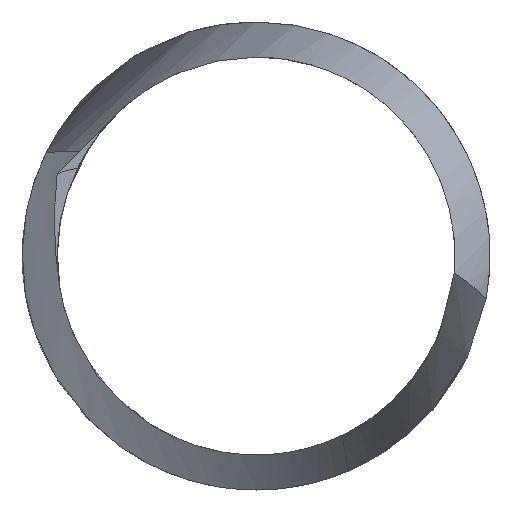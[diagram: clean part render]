
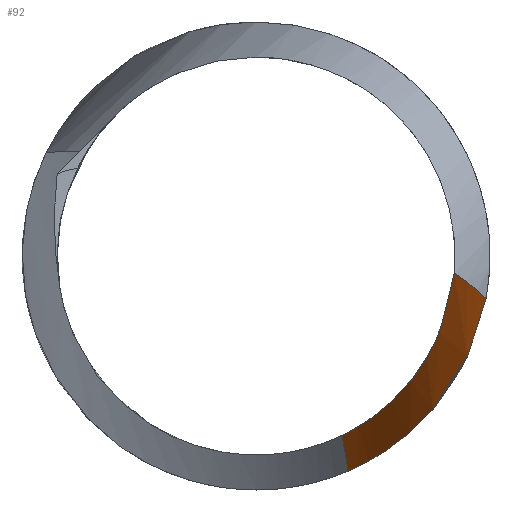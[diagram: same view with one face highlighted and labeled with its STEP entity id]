
A CAD part, front view. The second image highlights one B-rep face of the part: STEP entity #92.
In plain terms, the highlighted cylindrical face has radius 10 mm (diameter 20 mm), a partial arc.
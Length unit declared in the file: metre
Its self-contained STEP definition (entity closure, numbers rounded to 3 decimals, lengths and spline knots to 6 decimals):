
#92=ADVANCED_FACE('',(#238),#239,.F.);
#114=EDGE_CURVE('',#271,#272,#273,.F.);
#116=EDGE_CURVE('0:44',#272,#275,#276,.F.);
#118=EDGE_CURVE('0:1150',#275,#278,#279,.T.);
#238=FACE_OUTER_BOUND('',#431,.T.);
#239=CYLINDRICAL_SURFACE('',#432,0.01);
#271=VERTEX_POINT('',#465);
#272=VERTEX_POINT('',#466);
#273=B_SPLINE_CURVE_WITH_KNOTS('',5,(#467,#468,#469,#470,#471,#472,#473,#474,#475,#476,#477,#478,#479,#480,#481,#482,#483,#484,#485,#486,#487,#488,#489,#490,#491,#492,#493,#494,#495,#496,#497,#498,#499,#500,#501,#502,#503,#504,#505,#506,#507,#508,#509,#510,#511,#512,#513,#514,#515,#516,#517,#518,#519,#520,#521,#522,#523,#524,#525,#526,#527,#528,#529,#530),.UNSPECIFIED.,.F.,.F.,(6,3,3,3,3,3,5,3,3,5,3,3,3,3,3,3,3,3,3,6),(13.696476,21.442538,26.33994,31.237341,35.200209,38.190987,39.163077,40.028471,42.495126,45.100632,47.191331,54.144851,59.042133,63.939414,70.360775,76.782136,78.932163,81.082189,83.232216,85.382242),.UNSPECIFIED.);
#275=VERTEX_POINT('',#533);
#276=B_SPLINE_CURVE_WITH_KNOTS('',3,(#534,#535,#536,#537),.UNSPECIFIED.,.F.,.F.,(4,4),(42.686359,46.333708),.UNSPECIFIED.);
#278=VERTEX_POINT('',#540);
#279=B_SPLINE_CURVE_WITH_KNOTS('',3,(#541,#542,#543,#544,#545,#546,#547,#548,#549,#550,#551,#552,#553,#554,#555,#556,#557,#558,#559,#560,#561,#562,#563,#564,#565,#566,#567,#568,#569,#570,#571,#572,#573,#574,#575),.UNSPECIFIED.,.F.,.F.,(4,2,2,2,1,2,2,2,2,2,2,2,2,2,2,2,2,4),(0.0,5.137662,10.275324,15.412987,17.981818,20.550649,23.166961,25.783273,28.399585,31.015897,36.248521,41.481144,46.713768,51.946392,54.562704,57.179016,59.795328,62.41164),.UNSPECIFIED.);
#431=EDGE_LOOP('',(#1732,#1733,#1734,#1735));
#432=AXIS2_PLACEMENT_3D('',#1736,#1737,#1738);
#465=CARTESIAN_POINT('',(-2.221069,-0.235205,0.056805));
#466=CARTESIAN_POINT('',(-2.215166,-0.249986,0.064185));
#467=CARTESIAN_POINT('',(-2.215166,-0.249986,0.064186));
#468=CARTESIAN_POINT('',(-2.215248,-0.24899,0.063741));
#469=CARTESIAN_POINT('',(-2.215356,-0.247999,0.063295));
#470=CARTESIAN_POINT('',(-2.215493,-0.247011,0.062845));
#471=CARTESIAN_POINT('',(-2.215766,-0.245406,0.062105));
#472=CARTESIAN_POINT('',(-2.216133,-0.243822,0.061359));
#473=CARTESIAN_POINT('',(-2.21629,-0.243214,0.061069));
#474=CARTESIAN_POINT('',(-2.216637,-0.24201,0.060491));
#475=CARTESIAN_POINT('',(-2.217056,-0.240829,0.05991));
#476=CARTESIAN_POINT('',(-2.217287,-0.240246,0.059619));
#477=CARTESIAN_POINT('',(-2.217746,-0.239205,0.059092));
#478=CARTESIAN_POINT('',(-2.218296,-0.238207,0.058568));
#479=CARTESIAN_POINT('',(-2.218562,-0.237771,0.058335));
#480=CARTESIAN_POINT('',(-2.21907,-0.23703,0.057929));
#481=CARTESIAN_POINT('',(-2.219663,-0.236348,0.057535));
#482=CARTESIAN_POINT('',(-2.219935,-0.236068,0.057368));
#483=CARTESIAN_POINT('',(-2.220321,-0.235721,0.057153));
#484=CARTESIAN_POINT('',(-2.220744,-0.235414,0.05695));
#485=CARTESIAN_POINT('',(-2.22085,-0.235341,0.056901));
#486=CARTESIAN_POINT('',(-2.220958,-0.235272,0.056852));
#487=CARTESIAN_POINT('',(-2.221069,-0.235205,0.056805));
#488=CARTESIAN_POINT('',(-2.221167,-0.235146,0.056763));
#489=CARTESIAN_POINT('',(-2.221268,-0.235089,0.056722));
#490=CARTESIAN_POINT('',(-2.22137,-0.235035,0.056681));
#491=CARTESIAN_POINT('',(-2.22177,-0.234839,0.056529));
#492=CARTESIAN_POINT('',(-2.222197,-0.234688,0.056392));
#493=CARTESIAN_POINT('',(-2.222527,-0.234606,0.056301));
#494=CARTESIAN_POINT('',(-2.223224,-0.234509,0.056143));
#495=CARTESIAN_POINT('',(-2.223938,-0.234563,0.056046));
#496=CARTESIAN_POINT('',(-2.224301,-0.234632,0.056015));
#497=CARTESIAN_POINT('',(-2.224656,-0.234735,0.056));
#498=CARTESIAN_POINT('',(-2.225,-0.234869,0.056));
#499=CARTESIAN_POINT('',(-2.225276,-0.234976,0.056));
#500=CARTESIAN_POINT('',(-2.225544,-0.235102,0.056009));
#501=CARTESIAN_POINT('',(-2.225804,-0.235244,0.056027));
#502=CARTESIAN_POINT('',(-2.226888,-0.235918,0.056137));
#503=CARTESIAN_POINT('',(-2.227809,-0.236804,0.056365));
#504=CARTESIAN_POINT('',(-2.228435,-0.237538,0.056578));
#505=CARTESIAN_POINT('',(-2.229396,-0.238853,0.056985));
#506=CARTESIAN_POINT('',(-2.230208,-0.240245,0.057451));
#507=CARTESIAN_POINT('',(-2.230521,-0.240829,0.05765));
#508=CARTESIAN_POINT('',(-2.231107,-0.242009,0.058062));
#509=CARTESIAN_POINT('',(-2.231623,-0.243214,0.058497));
#510=CARTESIAN_POINT('',(-2.231866,-0.243822,0.058719));
#511=CARTESIAN_POINT('',(-2.232394,-0.24524,0.059243));
#512=CARTESIAN_POINT('',(-2.232851,-0.246675,0.059787));
#513=CARTESIAN_POINT('',(-2.233088,-0.247492,0.0601));
#514=CARTESIAN_POINT('',(-2.233524,-0.249133,0.060736));
#515=CARTESIAN_POINT('',(-2.233885,-0.250784,0.061389));
#516=CARTESIAN_POINT('',(-2.234049,-0.251613,0.06172));
#517=CARTESIAN_POINT('',(-2.234245,-0.252722,0.062167));
#518=CARTESIAN_POINT('',(-2.234413,-0.253834,0.06262));
#519=CARTESIAN_POINT('',(-2.234451,-0.2541,0.062728));
#520=CARTESIAN_POINT('',(-2.234519,-0.254598,0.062932));
#521=CARTESIAN_POINT('',(-2.234574,-0.255035,0.063111));
#522=CARTESIAN_POINT('',(-2.234599,-0.25524,0.063196));
#523=CARTESIAN_POINT('',(-2.234646,-0.255636,0.06336));
#524=CARTESIAN_POINT('',(-2.234689,-0.256033,0.063524));
#525=CARTESIAN_POINT('',(-2.234711,-0.256238,0.06361));
#526=CARTESIAN_POINT('',(-2.234754,-0.256676,0.063791));
#527=CARTESIAN_POINT('',(-2.234799,-0.257174,0.063999));
#528=CARTESIAN_POINT('',(-2.234821,-0.257441,0.06411));
#529=CARTESIAN_POINT('',(-2.234842,-0.25772,0.064228));
#530=CARTESIAN_POINT('',(-2.234862,-0.258,0.064345));
#533=CARTESIAN_POINT('',(-2.216531,-0.248106,0.065278));
#534=CARTESIAN_POINT('',(-2.216531,-0.248106,0.065278));
#535=CARTESIAN_POINT('',(-2.215973,-0.248637,0.064898));
#536=CARTESIAN_POINT('',(-2.215513,-0.249278,0.064528));
#537=CARTESIAN_POINT('',(-2.215166,-0.249986,0.064186));
#540=CARTESIAN_POINT('',(-2.221326,-0.236694,0.058335));
#541=CARTESIAN_POINT('',(-2.216531,-0.248106,0.065278));
#542=CARTESIAN_POINT('',(-2.21659,-0.247114,0.064587));
#543=CARTESIAN_POINT('',(-2.216725,-0.246089,0.063951));
#544=CARTESIAN_POINT('',(-2.21713,-0.244041,0.062725));
#545=CARTESIAN_POINT('',(-2.217399,-0.243016,0.062135));
#546=CARTESIAN_POINT('',(-2.218106,-0.241007,0.060982));
#547=CARTESIAN_POINT('',(-2.218542,-0.240022,0.060418));
#548=CARTESIAN_POINT('',(-2.219395,-0.238642,0.059598));
#549=CARTESIAN_POINT('',(-2.220032,-0.237755,0.05906));
#550=CARTESIAN_POINT('',(-2.220855,-0.237001,0.058561));
#551=CARTESIAN_POINT('',(-2.221805,-0.236381,0.058106));
#552=CARTESIAN_POINT('',(-2.222351,-0.236142,0.057901));
#553=CARTESIAN_POINT('',(-2.223531,-0.235939,0.057606));
#554=CARTESIAN_POINT('',(-2.224158,-0.235982,0.057521));
#555=CARTESIAN_POINT('',(-2.225342,-0.236327,0.057486));
#556=CARTESIAN_POINT('',(-2.225895,-0.236618,0.057532));
#557=CARTESIAN_POINT('',(-2.226898,-0.237319,0.057699));
#558=CARTESIAN_POINT('',(-2.227351,-0.237728,0.05782));
#559=CARTESIAN_POINT('',(-2.228593,-0.23904,0.058247));
#560=CARTESIAN_POINT('',(-2.229267,-0.240017,0.058614));
#561=CARTESIAN_POINT('',(-2.230442,-0.242024,0.059431));
#562=CARTESIAN_POINT('',(-2.23094,-0.243062,0.059885));
#563=CARTESIAN_POINT('',(-2.231813,-0.245144,0.060874));
#564=CARTESIAN_POINT('',(-2.232187,-0.246193,0.061411));
#565=CARTESIAN_POINT('',(-2.232826,-0.248248,0.062614));
#566=CARTESIAN_POINT('',(-2.233095,-0.249263,0.063278));
#567=CARTESIAN_POINT('',(-2.233376,-0.250628,0.064496));
#568=CARTESIAN_POINT('',(-2.233448,-0.251054,0.064942));
#569=CARTESIAN_POINT('',(-2.233514,-0.251785,0.065933));
#570=CARTESIAN_POINT('',(-2.233506,-0.252085,0.066482));
#571=CARTESIAN_POINT('',(-2.233362,-0.252504,0.067632));
#572=CARTESIAN_POINT('',(-2.233225,-0.252624,0.068229));
#573=CARTESIAN_POINT('',(-2.23282,-0.252741,0.069388));
#574=CARTESIAN_POINT('',(-2.232552,-0.252741,0.06995));
#575=CARTESIAN_POINT('',(-2.232227,-0.252718,0.070474));
#1732=ORIENTED_EDGE('',*,*,#1918,.F.);
#1733=ORIENTED_EDGE('',*,*,#114,.T.);
#1734=ORIENTED_EDGE('',*,*,#116,.T.);
#1735=ORIENTED_EDGE('',*,*,#118,.T.);
#1736=CARTESIAN_POINT('',(-2.215687,-0.204,0.0105));
#1737=DIRECTION('',(-0.119,-0.692,0.712));
#1738=DIRECTION('',(0.121,0.701,0.703));
#1918=EDGE_CURVE('',#271,#278,#1947,.T.);
#1947=LINE('',#1976,#1977);
#1976=CARTESIAN_POINT('',(-2.222587,-0.24401,0.065854));
#1977=VECTOR('',#2011,1.0);
#2011=DIRECTION('',(-0.119,-0.692,0.712));
